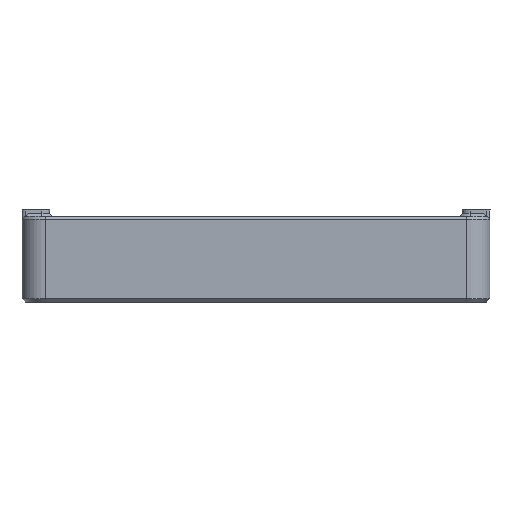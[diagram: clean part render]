
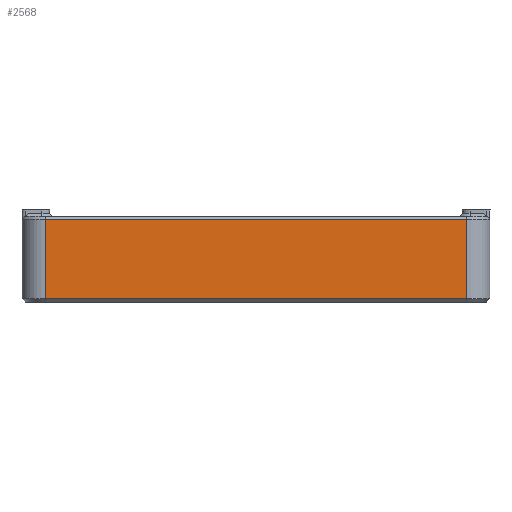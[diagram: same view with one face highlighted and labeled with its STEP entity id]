
A CAD part, left-side view. The second image highlights one B-rep face of the part: STEP entity #2568.
In plain terms, the highlighted planar face has unit normal (-1, 0, 0).
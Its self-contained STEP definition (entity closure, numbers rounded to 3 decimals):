
#80=PLANE('',#2779);
#178=FACE_OUTER_BOUND('',#335,.T.);
#335=EDGE_LOOP('',(#1919,#1920,#1921,#1922));
#543=LINE('',#4048,#803);
#546=LINE('',#4058,#806);
#547=LINE('',#4062,#807);
#548=LINE('',#4063,#808);
#803=VECTOR('',#3166,10.);
#806=VECTOR('',#3179,10.);
#807=VECTOR('',#3184,3.);
#808=VECTOR('',#3185,10.);
#1206=VERTEX_POINT('',#4041);
#1207=VERTEX_POINT('',#4046);
#1209=VERTEX_POINT('',#4057);
#1210=VERTEX_POINT('',#4061);
#1467=EDGE_CURVE('',#1206,#1207,#543,.T.);
#1472=EDGE_CURVE('',#1207,#1209,#546,.T.);
#1474=EDGE_CURVE('',#1210,#1206,#547,.T.);
#1475=EDGE_CURVE('',#1209,#1210,#548,.T.);
#1919=ORIENTED_EDGE('',*,*,#1467,.F.);
#1920=ORIENTED_EDGE('',*,*,#1474,.F.);
#1921=ORIENTED_EDGE('',*,*,#1475,.F.);
#1922=ORIENTED_EDGE('',*,*,#1472,.F.);
#2568=ADVANCED_FACE('',(#178),#80,.T.);
#2779=AXIS2_PLACEMENT_3D('',#4060,#3182,#3183);
#3166=DIRECTION('',(0.,-1.,0.));
#3179=DIRECTION('',(0.,0.,-1.));
#3182=DIRECTION('center_axis',(-1.,0.,0.));
#3183=DIRECTION('ref_axis',(0.,-1.,0.));
#3184=DIRECTION('',(0.,0.,1.));
#3185=DIRECTION('',(0.,1.,0.));
#4041=CARTESIAN_POINT('',(-69.393,25.309,-13.934));
#4046=CARTESIAN_POINT('',(-69.393,-28.691,-13.934));
#4048=CARTESIAN_POINT('',(-69.393,13.309,-13.934));
#4057=CARTESIAN_POINT('',(-69.393,-28.691,-24.134));
#4058=CARTESIAN_POINT('',(-69.393,-28.691,-24.534));
#4060=CARTESIAN_POINT('Origin',(-69.393,28.309,-24.534));
#4061=CARTESIAN_POINT('',(-69.393,25.309,-24.134));
#4062=CARTESIAN_POINT('',(-69.393,25.309,-24.534));
#4063=CARTESIAN_POINT('',(-69.393,13.309,-24.134));
